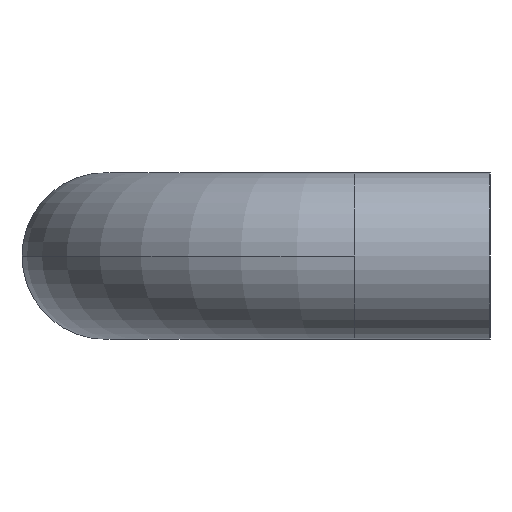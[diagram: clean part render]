
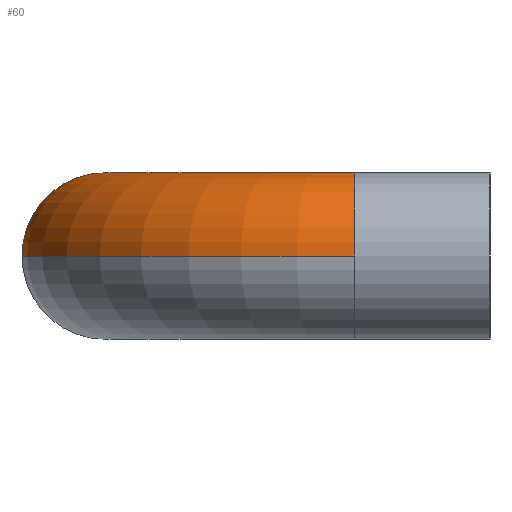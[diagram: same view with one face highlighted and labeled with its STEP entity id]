
A CAD part, left-side view. The second image highlights one B-rep face of the part: STEP entity #60.
In plain terms, the highlighted toroidal (fillet/blend) face has major radius 24 mm and minor radius 8 mm.
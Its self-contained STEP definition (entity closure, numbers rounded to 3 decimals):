
#60 = ADVANCED_FACE ( 'NONE', ( #461 ), #891, .T. ) ;
#147 = AXIS2_PLACEMENT_3D ( 'NONE', #1108, #1109, #1134 ) ;
#229 = CIRCLE ( 'NONE', #705, 16. ) ;
#238 = CIRCLE ( 'NONE', #447, 8. ) ;
#239 = CIRCLE ( 'NONE', #446, 8. ) ;
#240 = CIRCLE ( 'NONE', #443, 8. ) ;
#251 = CARTESIAN_POINT ( 'NONE',  ( -101., 29., 0. ) ) ;
#252 = CARTESIAN_POINT ( 'NONE',  ( -133., 13., 0. ) ) ;
#253 = CARTESIAN_POINT ( 'NONE',  ( -101., 45., 0. ) ) ;
#254 = CARTESIAN_POINT ( 'NONE',  ( -125., 13., 8. ) ) ;
#255 = CARTESIAN_POINT ( 'NONE',  ( -117., 13., 0. ) ) ;
#349 = CARTESIAN_POINT ( 'NONE',  ( -101., 13., 0. ) ) ;
#350 = DIRECTION ( 'NONE',  ( 0., 0., 1. ) ) ;
#351 = DIRECTION ( 'NONE',  ( 1., 0., 0. ) ) ;
#433 = EDGE_CURVE ( 'NONE', #853, #852, #238, .T. ) ;
#434 = EDGE_CURVE ( 'NONE', #852, #850, #239, .T. ) ;
#435 = EDGE_CURVE ( 'NONE', #849, #851, #240, .T. ) ;
#443 = AXIS2_PLACEMENT_3D ( 'NONE', #569, #570, #571 ) ;
#446 = AXIS2_PLACEMENT_3D ( 'NONE', #566, #567, #568 ) ;
#447 = AXIS2_PLACEMENT_3D ( 'NONE', #563, #564, #565 ) ;
#450 = CIRCLE ( 'NONE', #721, 32. ) ;
#461 = FACE_OUTER_BOUND ( 'NONE', #1079, .T. ) ;
#474 = CARTESIAN_POINT ( 'NONE',  ( -101., 13., 0. ) ) ;
#475 = DIRECTION ( 'NONE',  ( 0., 0., 1. ) ) ;
#476 = DIRECTION ( 'NONE',  ( 1., 0., 0. ) ) ;
#563 = CARTESIAN_POINT ( 'NONE',  ( -125., 13., 0. ) ) ;
#564 = DIRECTION ( 'NONE',  ( 0., -1., 0. ) ) ;
#565 = DIRECTION ( 'NONE',  ( 0., 0., 1. ) ) ;
#566 = CARTESIAN_POINT ( 'NONE',  ( -125., 13., 0. ) ) ;
#567 = DIRECTION ( 'NONE',  ( 0., -1., 0. ) ) ;
#568 = DIRECTION ( 'NONE',  ( 0., 0., 1. ) ) ;
#569 = CARTESIAN_POINT ( 'NONE',  ( -101., 37., 0. ) ) ;
#570 = DIRECTION ( 'NONE',  ( -1., 0., 0. ) ) ;
#571 = DIRECTION ( 'NONE',  ( 0., 0., 1. ) ) ;
#705 = AXIS2_PLACEMENT_3D ( 'NONE', #349, #350, #351 ) ;
#721 = AXIS2_PLACEMENT_3D ( 'NONE', #474, #475, #476 ) ;
#849 = VERTEX_POINT ( 'NONE', #251 ) ;
#850 = VERTEX_POINT ( 'NONE', #252 ) ;
#851 = VERTEX_POINT ( 'NONE', #253 ) ;
#852 = VERTEX_POINT ( 'NONE', #254 ) ;
#853 = VERTEX_POINT ( 'NONE', #255 ) ;
#891 = TOROIDAL_SURFACE ( 'NONE', #147, 24., 8. ) ;
#950 = EDGE_CURVE ( 'NONE', #849, #853, #229, .T. ) ;
#998 = EDGE_CURVE ( 'NONE', #851, #850, #450, .T. ) ;
#1079 = EDGE_LOOP ( 'NONE', ( #1096, #1094, #1095, #1093, #1092 ) ) ;
#1092 = ORIENTED_EDGE ( 'NONE', *, *, #950, .F. ) ;
#1093 = ORIENTED_EDGE ( 'NONE', *, *, #433, .F. ) ;
#1094 = ORIENTED_EDGE ( 'NONE', *, *, #998, .T. ) ;
#1095 = ORIENTED_EDGE ( 'NONE', *, *, #434, .F. ) ;
#1096 = ORIENTED_EDGE ( 'NONE', *, *, #435, .T. ) ;
#1108 = CARTESIAN_POINT ( 'NONE',  ( -101., 13., 0. ) ) ;
#1109 = DIRECTION ( 'NONE',  ( 0., 0., 1. ) ) ;
#1134 = DIRECTION ( 'NONE',  ( 1., 0., 0. ) ) ;
